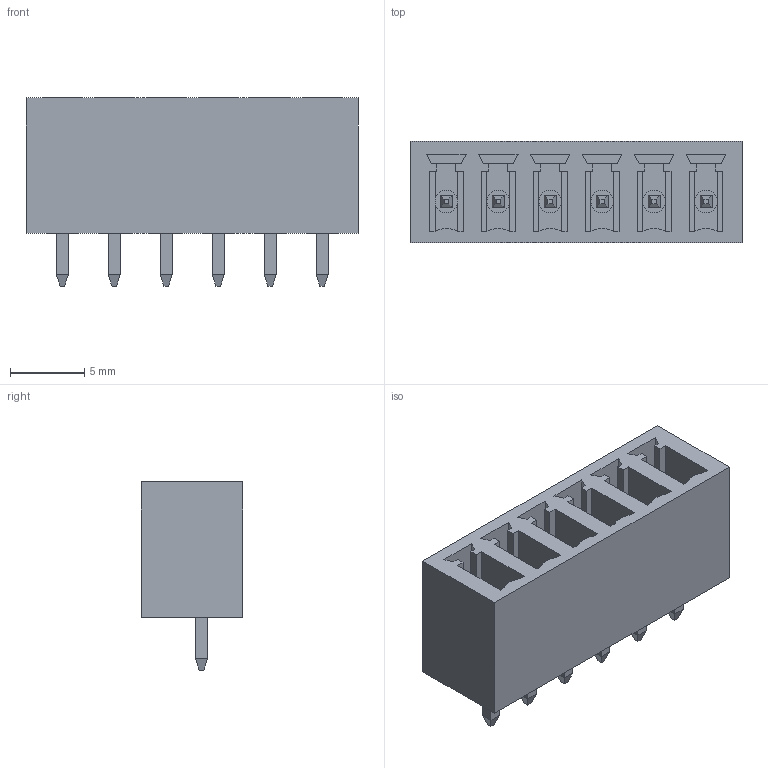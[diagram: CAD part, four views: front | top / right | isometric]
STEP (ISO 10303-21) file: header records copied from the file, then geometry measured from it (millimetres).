
FILE_DESCRIPTION((''),'2;1');
FILE_NAME('395016006','2015-01-16T',('me'),(''),'PRO/ENGINEER BY PARAMETRIC TECHNOLOGY CORPORATION, 2011490','PRO/ENGINEER BY PARAMETRIC TECHNOLOGY CORPORATION, 2011490','');
FILE_SCHEMA(('CONFIG_CONTROL_DESIGN'));
Length unit declared in the file: inch
Products named in the file (1): 395016006
Bounding box: 22.4 x 6.86 x 12.7 mm (x, y, z)
Volume: 927.7 mm3; surface area: 1931.8 mm2
Topology: 1 solids, 1 shells, 282 faces, 702 edges, 452 vertices
Faces by surface type: plane 264, cylinder 18
Entity records: 8161 total; most frequent: CARTESIAN_POINT 1413, ORIENTED_EDGE 1368, DIRECTION 1316, EDGE_CURVE 684, VECTOR 654, LINE 654, VERTEX_POINT 428, AXIS2_PLACEMENT_3D 331
